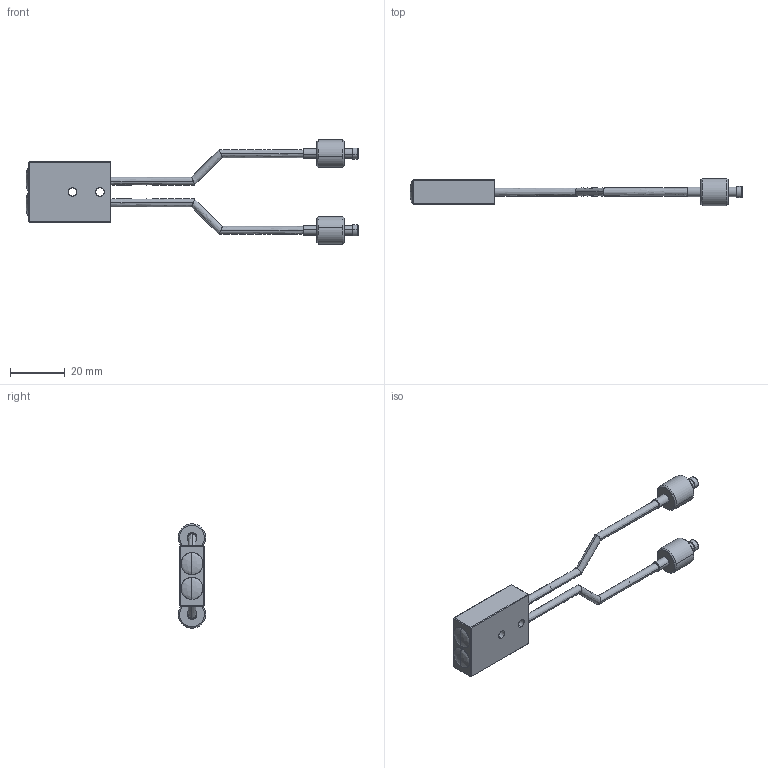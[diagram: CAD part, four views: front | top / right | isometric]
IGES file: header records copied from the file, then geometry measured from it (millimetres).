
Start section: SolidWorks IGES file using analytic representation for surfaces
Global section: file name: GPF-VD25-ST350-3.0.IGS; native system: SolidWorks 2015; preprocessor: SolidWorks 2015; author: TWLEE; date: 171117.175536; units: millimetre
Bounding box: 120.95 x 9.99 x 37.99 mm (x, y, z)
Surface area: 5109.5 mm2 (no closed solid volume)
Topology: 0 solids, 0 shells, 106 faces, 1504 edges, 1500 vertices
Faces by surface type: revolution 56, bspline 50
